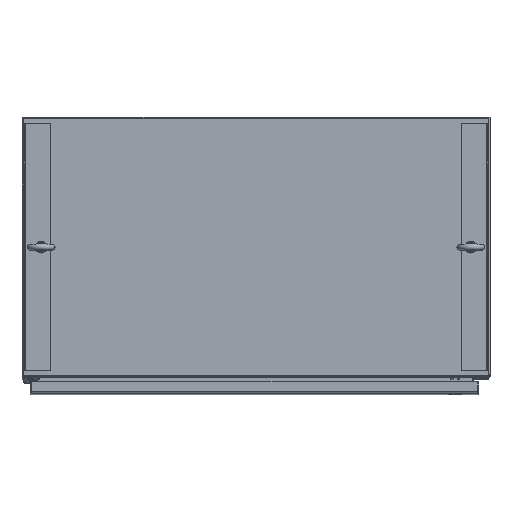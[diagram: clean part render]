
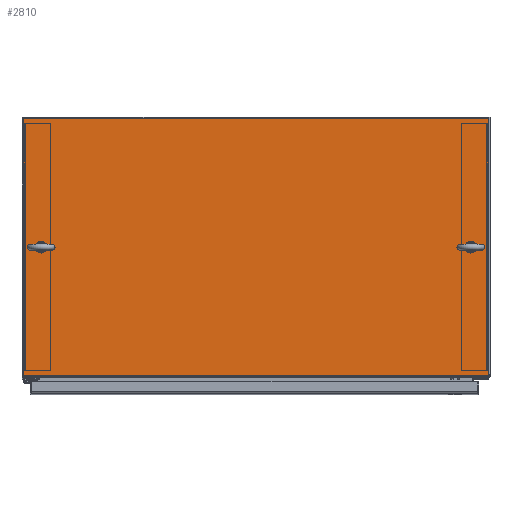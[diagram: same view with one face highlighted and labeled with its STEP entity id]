
A CAD part, top view. The second image highlights one B-rep face of the part: STEP entity #2810.
In plain terms, the highlighted planar face has unit normal (0, 0, 1).
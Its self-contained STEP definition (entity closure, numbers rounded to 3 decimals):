
#2810 = ADVANCED_FACE( '', ( #6507, #6508, #6509 ), #6510, .T. );
#6507 = FACE_BOUND( '', #12045, .T. );
#6508 = FACE_BOUND( '', #12046, .T. );
#6509 = FACE_OUTER_BOUND( '', #12047, .T. );
#6510 = PLANE( '', #12048 );
#12045 = EDGE_LOOP( '', ( #21762 ) );
#12046 = EDGE_LOOP( '', ( #21763 ) );
#12047 = EDGE_LOOP( '', ( #21764, #21765, #21766, #21767 ) );
#12048 = AXIS2_PLACEMENT_3D( '', #21768, #21769, #21770 );
#21762 = ORIENTED_EDGE( '', *, *, #35741, .T. );
#21763 = ORIENTED_EDGE( '', *, *, #35742, .T. );
#21764 = ORIENTED_EDGE( '', *, *, #35310, .T. );
#21765 = ORIENTED_EDGE( '', *, *, #35743, .T. );
#21766 = ORIENTED_EDGE( '', *, *, #35744, .T. );
#21767 = ORIENTED_EDGE( '', *, *, #35745, .T. );
#21768 = CARTESIAN_POINT( '', ( 0., 0., 0. ) );
#21769 = DIRECTION( '', ( 0., 0., 1. ) );
#21770 = DIRECTION( '', ( 1., 0., 0. ) );
#35310 = EDGE_CURVE( '', #41144, #41142, #41145, .T. );
#35741 = EDGE_CURVE( '', #41829, #41829, #41830, .T. );
#35742 = EDGE_CURVE( '', #41831, #41831, #41832, .T. );
#35743 = EDGE_CURVE( '', #41142, #41833, #41834, .T. );
#35744 = EDGE_CURVE( '', #41833, #41835, #41836, .T. );
#35745 = EDGE_CURVE( '', #41835, #41144, #41837, .T. );
#41142 = VERTEX_POINT( '', #51648 );
#41144 = VERTEX_POINT( '', #51650 );
#41145 = LINE( '', #51651, #51652 );
#41829 = VERTEX_POINT( '', #53194 );
#41830 = CIRCLE( '', #53195, 7.938 );
#41831 = VERTEX_POINT( '', #53196 );
#41832 = CIRCLE( '', #53197, 7.938 );
#41833 = VERTEX_POINT( '', #53198 );
#41834 = LINE( '', #53199, #53200 );
#41835 = VERTEX_POINT( '', #53201 );
#41836 = LINE( '', #53202, #53203 );
#41837 = LINE( '', #53204, #53205 );
#51648 = CARTESIAN_POINT( '', ( -455.327, -249.98, 0. ) );
#51650 = CARTESIAN_POINT( '', ( -455.327, 253.46, 0. ) );
#51651 = CARTESIAN_POINT( '', ( -455.327, 253.46, 0. ) );
#51652 = VECTOR( '', #65434, 1000. );
#53194 = CARTESIAN_POINT( '', ( 428.593, 1.334, 0. ) );
#53195 = AXIS2_PLACEMENT_3D( '', #65755, #65756, #65757 );
#53196 = CARTESIAN_POINT( '', ( -412.718, 1.334, 0. ) );
#53197 = AXIS2_PLACEMENT_3D( '', #65758, #65759, #65760 );
#53198 = CARTESIAN_POINT( '', ( 455.327, -249.98, 0. ) );
#53199 = CARTESIAN_POINT( '', ( -455.327, -249.98, 0. ) );
#53200 = VECTOR( '', #65761, 1000. );
#53201 = CARTESIAN_POINT( '', ( 455.327, 253.46, 0. ) );
#53202 = CARTESIAN_POINT( '', ( 455.327, -253.46, 0. ) );
#53203 = VECTOR( '', #65762, 1000. );
#53204 = CARTESIAN_POINT( '', ( 455.327, 253.46, 0. ) );
#53205 = VECTOR( '', #65763, 1000. );
#65434 = DIRECTION( '', ( 0., -1., 0. ) );
#65755 = CARTESIAN_POINT( '', ( 420.656, 1.334, 0. ) );
#65756 = DIRECTION( '', ( 0., 0., -1. ) );
#65757 = DIRECTION( '', ( 1., 0., 0. ) );
#65758 = CARTESIAN_POINT( '', ( -420.656, 1.334, 0. ) );
#65759 = DIRECTION( '', ( 0., 0., -1. ) );
#65760 = DIRECTION( '', ( 1., 0., 0. ) );
#65761 = DIRECTION( '', ( 1., 0., 0. ) );
#65762 = DIRECTION( '', ( 0., 1., 0. ) );
#65763 = DIRECTION( '', ( -1., 0., 0. ) );
